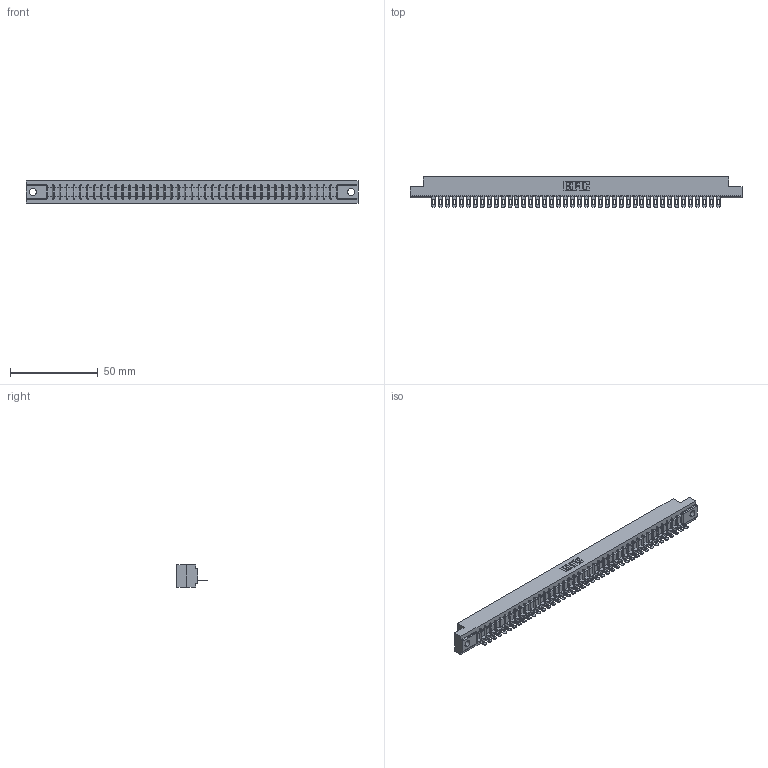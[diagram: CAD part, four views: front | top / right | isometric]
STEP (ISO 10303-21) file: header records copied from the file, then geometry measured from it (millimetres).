
FILE_DESCRIPTION (( 'STEP AP203' ), '1' );
FILE_NAME ('357-042-501-104.STEP', '2019-09-17T10:07:48', ( '' ), ( '' ), 'SwSTEP 2.0', 'SolidWorks 2016', '' );
FILE_SCHEMA (( 'CONFIG_CONTROL_DESIGN' ));
Length unit declared in the file: inch
Products named in the file (3): 307 Part_.156 Dia Mounting Holes; 357-042-501-104; 307-290-002_501
Assembly tree (43 placements, depth 2):
  357-042-501-104
    307 Part_.156 Dia Mounting Holes
    307-290-002_501  x42
Bounding box: 189.43 x 17.42 x 12.7 mm (x, y, z)
Volume: 20202.4 mm3; surface area: 25521.1 mm2
Topology: 43 solids, 43 shells, 3367 faces, 10355 edges, 6786 vertices
Faces by surface type: plane 1932, cylinder 1349, sphere 86
Entity records: 37218 total; most frequent: CARTESIAN_POINT 6282, ORIENTED_EDGE 6270, DIRECTION 6099, EDGE_CURVE 3135, VECTOR 2405, LINE 2405, VERTEX_POINT 2030, AXIS2_PLACEMENT_3D 1847
